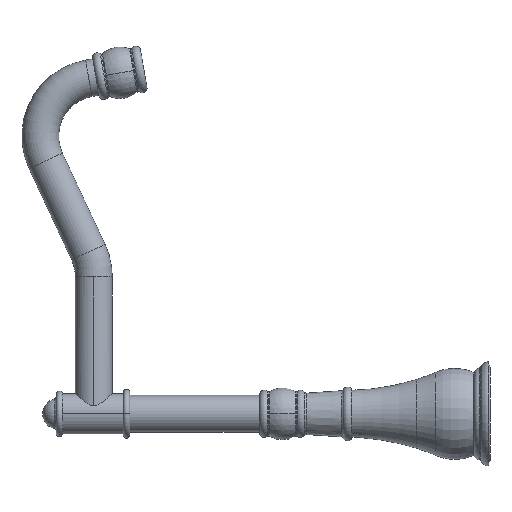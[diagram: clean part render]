
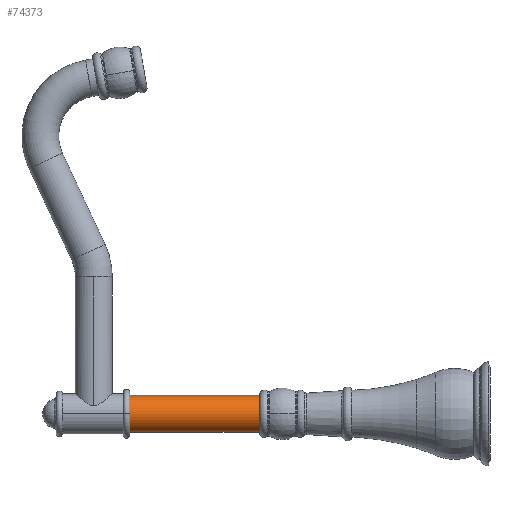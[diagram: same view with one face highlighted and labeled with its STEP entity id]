
A CAD part, left-side view. The second image highlights one B-rep face of the part: STEP entity #74373.
In plain terms, the highlighted cylindrical face has radius 11 mm (diameter 22 mm), a partial arc.
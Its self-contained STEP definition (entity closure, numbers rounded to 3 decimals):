
#2823 = DIRECTION ( 'NONE',  ( 0., -1., 0. ) ) ;
#4974 = EDGE_CURVE ( 'NONE', #59444, #41972, #42783, .T. ) ;
#6975 = EDGE_CURVE ( 'NONE', #39496, #41972, #90662, .T. ) ;
#8992 = ORIENTED_EDGE ( 'NONE', *, *, #29827, .T. ) ;
#13114 = LINE ( 'NONE', #58746, #38953 ) ;
#16402 = CARTESIAN_POINT ( 'NONE',  ( 0., 0., -11. ) ) ;
#17032 = FACE_OUTER_BOUND ( 'NONE', #67184, .T. ) ;
#17503 = VECTOR ( 'NONE', #81822, 1000. ) ;
#21304 = CIRCLE ( 'NONE', #32572, 11. ) ;
#29827 = EDGE_CURVE ( 'NONE', #33591, #59444, #21304, .T. ) ;
#29945 = CARTESIAN_POINT ( 'NONE',  ( 0., 0., 11. ) ) ;
#32147 = AXIS2_PLACEMENT_3D ( 'NONE', #95068, #2823, #63162 ) ;
#32572 = AXIS2_PLACEMENT_3D ( 'NONE', #65870, #68405, #75982 ) ;
#33591 = VERTEX_POINT ( 'NONE', #70838 ) ;
#38953 = VECTOR ( 'NONE', #59240, 1000. ) ;
#39229 = ORIENTED_EDGE ( 'NONE', *, *, #4974, .T. ) ;
#39496 = VERTEX_POINT ( 'NONE', #29945 ) ;
#41972 = VERTEX_POINT ( 'NONE', #16402 ) ;
#42783 = LINE ( 'NONE', #75227, #17503 ) ;
#48269 = CARTESIAN_POINT ( 'NONE',  ( 0., 0., 0. ) ) ;
#57386 = DIRECTION ( 'NONE',  ( 0., 0., -1. ) ) ;
#58746 = CARTESIAN_POINT ( 'NONE',  ( 0., 0., 11. ) ) ;
#59240 = DIRECTION ( 'NONE',  ( 0., -1., 0. ) ) ;
#59444 = VERTEX_POINT ( 'NONE', #79877 ) ;
#63162 = DIRECTION ( 'NONE',  ( 0., 0., -1. ) ) ;
#65870 = CARTESIAN_POINT ( 'NONE',  ( 0., 82., 0. ) ) ;
#67184 = EDGE_LOOP ( 'NONE', ( #80869, #8992, #39229, #81101 ) ) ;
#68405 = DIRECTION ( 'NONE',  ( 0., -1., 0. ) ) ;
#70838 = CARTESIAN_POINT ( 'NONE',  ( 0., 82., 11. ) ) ;
#72281 = CYLINDRICAL_SURFACE ( 'NONE', #32147, 11. ) ;
#72291 = EDGE_CURVE ( 'NONE', #33591, #39496, #13114, .T. ) ;
#72872 = AXIS2_PLACEMENT_3D ( 'NONE', #48269, #87298, #57386 ) ;
#74373 = ADVANCED_FACE ( 'NONE', ( #17032 ), #72281, .T. ) ;
#75227 = CARTESIAN_POINT ( 'NONE',  ( 0., 0., -11. ) ) ;
#75982 = DIRECTION ( 'NONE',  ( 0., 0., -1. ) ) ;
#79877 = CARTESIAN_POINT ( 'NONE',  ( 0., 82., -11. ) ) ;
#80869 = ORIENTED_EDGE ( 'NONE', *, *, #72291, .F. ) ;
#81101 = ORIENTED_EDGE ( 'NONE', *, *, #6975, .F. ) ;
#81822 = DIRECTION ( 'NONE',  ( 0., -1., 0. ) ) ;
#87298 = DIRECTION ( 'NONE',  ( 0., -1., 0. ) ) ;
#90662 = CIRCLE ( 'NONE', #72872, 11. ) ;
#95068 = CARTESIAN_POINT ( 'NONE',  ( 0., 0., 0. ) ) ;
